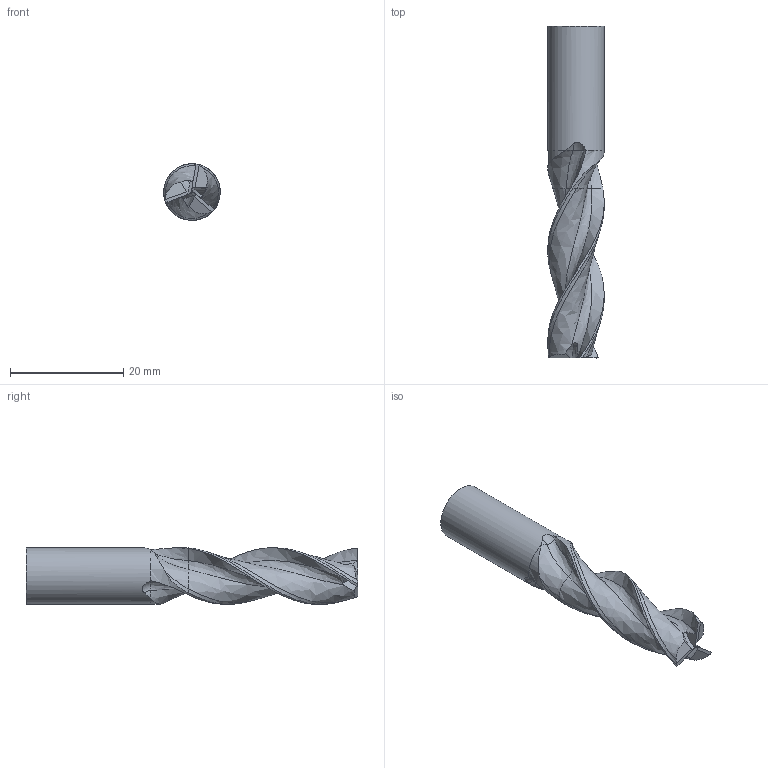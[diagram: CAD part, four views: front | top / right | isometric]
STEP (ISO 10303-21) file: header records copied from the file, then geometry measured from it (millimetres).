
FILE_DESCRIPTION(/* description */ (''),/* implementation_level */ '2;1');
FILE_NAME(/* name */ 'cutter01.stp',/* time_stamp */ '2021-03-09T11:55:46+08:00',/* author */ (''),/* organization */ (''),/* preprocessor_version */ 'ST-DEVELOPER v16',/* originating_system */ 'SIEMENS PLM Software NX 10.0',/* authorisation */ '');
FILE_SCHEMA (('CONFIG_CONTROL_DESIGN'));
Length unit declared in the file: millimetre
Products named in the file (2): cutter; cutter01
Assembly tree (1 placements, depth 2):
  cutter01
    cutter
Bounding box: 10.01 x 58.68 x 10.01 mm (x, y, z)
Volume: 2989.6 mm3; surface area: 1962.8 mm2
Topology: 1 solids, 1 shells, 51 faces, 123 edges, 74 vertices
Faces by surface type: bspline 33, plane 8, torus 6, cone 3, cylinder 1
Full cylindrical faces by diameter (mm): 10 x1
Entity records: 6914 total; most frequent: CARTESIAN_POINT 5863, ORIENTED_EDGE 242, EDGE_CURVE 121, B_SPLINE_CURVE_WITH_KNOTS 108, VERTEX_POINT 73, DIRECTION 60, EDGE_LOOP 52, ADVANCED_FACE 51
